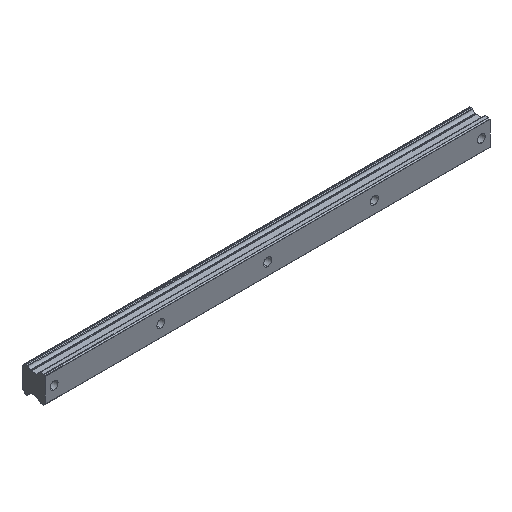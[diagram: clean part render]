
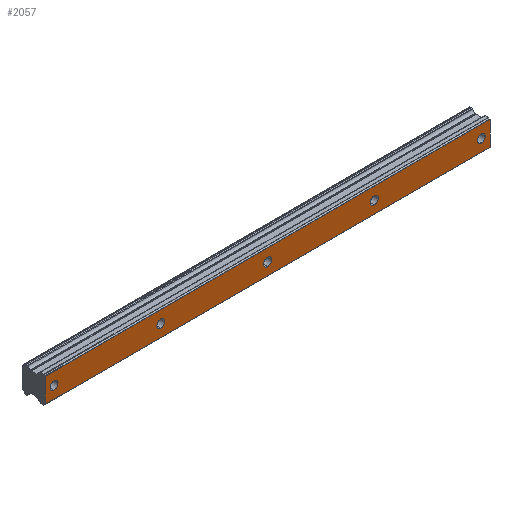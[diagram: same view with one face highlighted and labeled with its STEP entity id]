
A CAD part, isometric view. The second image highlights one B-rep face of the part: STEP entity #2057.
In plain terms, the highlighted planar face has unit normal (0, -1, 0).
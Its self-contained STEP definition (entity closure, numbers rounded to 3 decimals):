
#35 = CIRCLE ( 'NONE', #262, 2.25 ) ;
#61 = FACE_OUTER_BOUND ( 'NONE', #185, .T. ) ;
#70 = CARTESIAN_POINT ( 'NONE',  ( -5., 0., 6.786 ) ) ;
#79 = EDGE_CURVE ( 'NONE', #468, #508, #1843, .T. ) ;
#89 = LINE ( 'NONE', #1877, #1385 ) ;
#114 = AXIS2_PLACEMENT_3D ( 'NONE', #1896, #1075, #1709 ) ;
#116 = EDGE_LOOP ( 'NONE', ( #1214, #948 ) ) ;
#144 = EDGE_CURVE ( 'NONE', #995, #426, #1352, .T. ) ;
#148 = ORIENTED_EDGE ( 'NONE', *, *, #2272, .F. ) ;
#160 = DIRECTION ( 'NONE',  ( 0., -1., 0. ) ) ;
#175 = CIRCLE ( 'NONE', #1702, 2.25 ) ;
#185 = EDGE_LOOP ( 'NONE', ( #1990, #2142, #742, #990 ) ) ;
#187 = CARTESIAN_POINT ( 'NONE',  ( 0., 0., -2.25 ) ) ;
#208 = DIRECTION ( 'NONE',  ( 0., -1., 0. ) ) ;
#213 = VERTEX_POINT ( 'NONE', #1436 ) ;
#262 = AXIS2_PLACEMENT_3D ( 'NONE', #2327, #160, #715 ) ;
#268 = DIRECTION ( 'NONE',  ( -1., 0., 0. ) ) ;
#270 = DIRECTION ( 'NONE',  ( 0., -1., 0. ) ) ;
#285 = PLANE ( 'NONE',  #928 ) ;
#295 = VERTEX_POINT ( 'NONE', #524 ) ;
#324 = DIRECTION ( 'NONE',  ( 0., 0., 1. ) ) ;
#325 = CARTESIAN_POINT ( 'NONE',  ( 240., 0., -2.25 ) ) ;
#343 = DIRECTION ( 'NONE',  ( 0., 0., 1. ) ) ;
#344 = VECTOR ( 'NONE', #628, 1000. ) ;
#426 = VERTEX_POINT ( 'NONE', #187 ) ;
#433 = DIRECTION ( 'NONE',  ( 0., 1., 0. ) ) ;
#450 = EDGE_CURVE ( 'NONE', #2060, #1770, #2116, .T. ) ;
#465 = EDGE_CURVE ( 'NONE', #213, #295, #2266, .T. ) ;
#467 = FACE_BOUND ( 'NONE', #1524, .T. ) ;
#468 = VERTEX_POINT ( 'NONE', #518 ) ;
#508 = VERTEX_POINT ( 'NONE', #1525 ) ;
#518 = CARTESIAN_POINT ( 'NONE',  ( 120., 0., 2.25 ) ) ;
#524 = CARTESIAN_POINT ( 'NONE',  ( 180., 0., -2.25 ) ) ;
#531 = EDGE_CURVE ( 'NONE', #295, #213, #1206, .T. ) ;
#535 = CARTESIAN_POINT ( 'NONE',  ( 245., 0., 6.786 ) ) ;
#556 = VERTEX_POINT ( 'NONE', #325 ) ;
#618 = CARTESIAN_POINT ( 'NONE',  ( 245., 0., 6.786 ) ) ;
#628 = DIRECTION ( 'NONE',  ( 1., 0., 0. ) ) ;
#629 = CARTESIAN_POINT ( 'NONE',  ( 0., 0., 0. ) ) ;
#638 = DIRECTION ( 'NONE',  ( 0., -1., 0. ) ) ;
#646 = FACE_BOUND ( 'NONE', #1582, .T. ) ;
#681 = CIRCLE ( 'NONE', #891, 2.25 ) ;
#715 = DIRECTION ( 'NONE',  ( 0., 0., 1. ) ) ;
#724 = VERTEX_POINT ( 'NONE', #70 ) ;
#728 = AXIS2_PLACEMENT_3D ( 'NONE', #2134, #2123, #1050 ) ;
#742 = ORIENTED_EDGE ( 'NONE', *, *, #1516, .F. ) ;
#811 = FACE_BOUND ( 'NONE', #1730, .T. ) ;
#879 = CARTESIAN_POINT ( 'NONE',  ( 0., 0., 0. ) ) ;
#883 = LINE ( 'NONE', #535, #1278 ) ;
#891 = AXIS2_PLACEMENT_3D ( 'NONE', #1881, #270, #1695 ) ;
#908 = CARTESIAN_POINT ( 'NONE',  ( -5., 0., -6.786 ) ) ;
#909 = CARTESIAN_POINT ( 'NONE',  ( 60., 0., 0. ) ) ;
#928 = AXIS2_PLACEMENT_3D ( 'NONE', #988, #433, #1859 ) ;
#948 = ORIENTED_EDGE ( 'NONE', *, *, #531, .F. ) ;
#949 = VERTEX_POINT ( 'NONE', #908 ) ;
#988 = CARTESIAN_POINT ( 'NONE',  ( 245., 0., 6.786 ) ) ;
#990 = ORIENTED_EDGE ( 'NONE', *, *, #1647, .F. ) ;
#995 = VERTEX_POINT ( 'NONE', #1253 ) ;
#1050 = DIRECTION ( 'NONE',  ( 0., 0., 1. ) ) ;
#1058 = CARTESIAN_POINT ( 'NONE',  ( 60., 0., 2.25 ) ) ;
#1075 = DIRECTION ( 'NONE',  ( 0., -1., 0. ) ) ;
#1097 = CARTESIAN_POINT ( 'NONE',  ( 60., 0., 0. ) ) ;
#1133 = DIRECTION ( 'NONE',  ( 0., 0., 1. ) ) ;
#1167 = DIRECTION ( 'NONE',  ( 0., -1., 0. ) ) ;
#1171 = DIRECTION ( 'NONE',  ( 0., 0., 1. ) ) ;
#1183 = EDGE_CURVE ( 'NONE', #556, #1748, #681, .T. ) ;
#1185 = CARTESIAN_POINT ( 'NONE',  ( 245., 0., 6.786 ) ) ;
#1206 = CIRCLE ( 'NONE', #1612, 2.25 ) ;
#1214 = ORIENTED_EDGE ( 'NONE', *, *, #465, .F. ) ;
#1218 = DIRECTION ( 'NONE',  ( 0., -1., 0. ) ) ;
#1253 = CARTESIAN_POINT ( 'NONE',  ( 0., 0., 2.25 ) ) ;
#1256 = EDGE_LOOP ( 'NONE', ( #1450, #148 ) ) ;
#1278 = VECTOR ( 'NONE', #2311, 1000. ) ;
#1279 = VECTOR ( 'NONE', #324, 1000. ) ;
#1286 = ORIENTED_EDGE ( 'NONE', *, *, #1964, .F. ) ;
#1297 = VERTEX_POINT ( 'NONE', #1185 ) ;
#1330 = CARTESIAN_POINT ( 'NONE',  ( 120., 0., 0. ) ) ;
#1346 = DIRECTION ( 'NONE',  ( 0., 0., 1. ) ) ;
#1352 = CIRCLE ( 'NONE', #1390, 2.25 ) ;
#1374 = CARTESIAN_POINT ( 'NONE',  ( 240., 0., 2.25 ) ) ;
#1380 = ORIENTED_EDGE ( 'NONE', *, *, #2308, .F. ) ;
#1385 = VECTOR ( 'NONE', #268, 1000. ) ;
#1390 = AXIS2_PLACEMENT_3D ( 'NONE', #629, #2085, #1346 ) ;
#1392 = EDGE_CURVE ( 'NONE', #1297, #1918, #883, .T. ) ;
#1422 = DIRECTION ( 'NONE',  ( 0., 0., 1. ) ) ;
#1430 = AXIS2_PLACEMENT_3D ( 'NONE', #1097, #1218, #343 ) ;
#1436 = CARTESIAN_POINT ( 'NONE',  ( 180., 0., 2.25 ) ) ;
#1450 = ORIENTED_EDGE ( 'NONE', *, *, #144, .F. ) ;
#1516 = EDGE_CURVE ( 'NONE', #724, #1297, #2229, .T. ) ;
#1524 = EDGE_LOOP ( 'NONE', ( #2016, #1380 ) ) ;
#1525 = CARTESIAN_POINT ( 'NONE',  ( 120., 0., -2.25 ) ) ;
#1538 = CARTESIAN_POINT ( 'NONE',  ( 180., 0., 0. ) ) ;
#1576 = CARTESIAN_POINT ( 'NONE',  ( -5., 0., 6.786 ) ) ;
#1582 = EDGE_LOOP ( 'NONE', ( #2329, #2111 ) ) ;
#1594 = DIRECTION ( 'NONE',  ( 0., 0., 1. ) ) ;
#1612 = AXIS2_PLACEMENT_3D ( 'NONE', #1538, #638, #1171 ) ;
#1640 = EDGE_CURVE ( 'NONE', #1918, #949, #89, .T. ) ;
#1647 = EDGE_CURVE ( 'NONE', #949, #724, #2141, .T. ) ;
#1689 = EDGE_CURVE ( 'NONE', #1748, #556, #35, .T. ) ;
#1695 = DIRECTION ( 'NONE',  ( 0., 0., 1. ) ) ;
#1702 = AXIS2_PLACEMENT_3D ( 'NONE', #879, #208, #1594 ) ;
#1709 = DIRECTION ( 'NONE',  ( 0., 0., 1. ) ) ;
#1730 = EDGE_LOOP ( 'NONE', ( #2319, #1286 ) ) ;
#1748 = VERTEX_POINT ( 'NONE', #1374 ) ;
#1770 = VERTEX_POINT ( 'NONE', #1928 ) ;
#1783 = CIRCLE ( 'NONE', #1897, 2.25 ) ;
#1843 = CIRCLE ( 'NONE', #114, 2.25 ) ;
#1859 = DIRECTION ( 'NONE',  ( 0., 0., 1. ) ) ;
#1876 = AXIS2_PLACEMENT_3D ( 'NONE', #1330, #1167, #1133 ) ;
#1877 = CARTESIAN_POINT ( 'NONE',  ( 245., 0., -6.786 ) ) ;
#1881 = CARTESIAN_POINT ( 'NONE',  ( 240., 0., 0. ) ) ;
#1896 = CARTESIAN_POINT ( 'NONE',  ( 120., 0., 0. ) ) ;
#1897 = AXIS2_PLACEMENT_3D ( 'NONE', #909, #2166, #1422 ) ;
#1918 = VERTEX_POINT ( 'NONE', #2024 ) ;
#1928 = CARTESIAN_POINT ( 'NONE',  ( 60., 0., -2.25 ) ) ;
#1964 = EDGE_CURVE ( 'NONE', #508, #468, #2153, .T. ) ;
#1990 = ORIENTED_EDGE ( 'NONE', *, *, #1640, .F. ) ;
#2016 = ORIENTED_EDGE ( 'NONE', *, *, #450, .F. ) ;
#2024 = CARTESIAN_POINT ( 'NONE',  ( 245., 0., -6.786 ) ) ;
#2034 = FACE_BOUND ( 'NONE', #116, .T. ) ;
#2055 = FACE_BOUND ( 'NONE', #1256, .T. ) ;
#2057 = ADVANCED_FACE ( 'NONE', ( #61, #2055, #646, #2034, #811, #467 ), #285, .F. ) ;
#2060 = VERTEX_POINT ( 'NONE', #1058 ) ;
#2085 = DIRECTION ( 'NONE',  ( 0., -1., 0. ) ) ;
#2111 = ORIENTED_EDGE ( 'NONE', *, *, #1183, .F. ) ;
#2116 = CIRCLE ( 'NONE', #1430, 2.25 ) ;
#2123 = DIRECTION ( 'NONE',  ( 0., -1., 0. ) ) ;
#2134 = CARTESIAN_POINT ( 'NONE',  ( 180., 0., 0. ) ) ;
#2141 = LINE ( 'NONE', #1576, #1279 ) ;
#2142 = ORIENTED_EDGE ( 'NONE', *, *, #1392, .F. ) ;
#2153 = CIRCLE ( 'NONE', #1876, 2.25 ) ;
#2166 = DIRECTION ( 'NONE',  ( 0., -1., 0. ) ) ;
#2229 = LINE ( 'NONE', #618, #344 ) ;
#2266 = CIRCLE ( 'NONE', #728, 2.25 ) ;
#2272 = EDGE_CURVE ( 'NONE', #426, #995, #175, .T. ) ;
#2308 = EDGE_CURVE ( 'NONE', #1770, #2060, #1783, .T. ) ;
#2311 = DIRECTION ( 'NONE',  ( 0., 0., -1. ) ) ;
#2319 = ORIENTED_EDGE ( 'NONE', *, *, #79, .F. ) ;
#2327 = CARTESIAN_POINT ( 'NONE',  ( 240., 0., 0. ) ) ;
#2329 = ORIENTED_EDGE ( 'NONE', *, *, #1689, .F. ) ;
